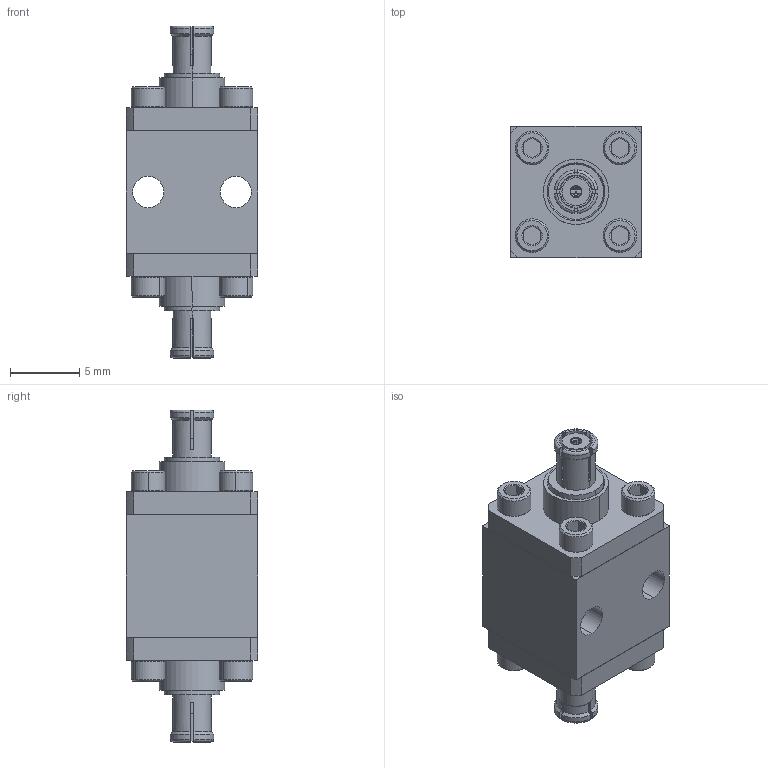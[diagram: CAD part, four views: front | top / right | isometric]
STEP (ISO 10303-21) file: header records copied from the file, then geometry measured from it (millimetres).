
FILE_DESCRIPTION (( 'STEP AP203' ), '1' );
FILE_NAME ('SD121403_A.STEP', '2022-12-05T04:45:56', ( '' ), ( '' ), 'SwSTEP 2.0', 'SolidWorks 2021', '' );
FILE_SCHEMA (( 'CONFIG_CONTROL_DESIGN' ));
Length unit declared in the file: inch
Products named in the file (4): SD121403_A; 92196A054_18-8 Stainless Steel Socket Head Screw_92196A054; SD121400 body; MMSP-19501-MECH-REV-.stp
Assembly tree (11 placements, depth 2):
  SD121403_A
    SD121400 body
    92196A054_18-8 Stainless Steel Socket Head Screw_92196A054  x8
    MMSP-19501-MECH-REV-.stp  x2
Bounding box: 9.53 x 9.53 x 24.03 mm (x, y, z)
Volume: 1204.7 mm3; surface area: 2044 mm2
Topology: 11 solids, 11 shells, 838 faces, 2182 edges, 1377 vertices
Faces by surface type: cylinder 394, cone 214, plane 182, bspline 24, torus 24
Entity records: 10151 total; most frequent: CARTESIAN_POINT 3545, ORIENTED_EDGE 1298, DIRECTION 1260, EDGE_CURVE 649, AXIS2_PLACEMENT_3D 495, VERTEX_POINT 417, EDGE_LOOP 272, VECTOR 270
